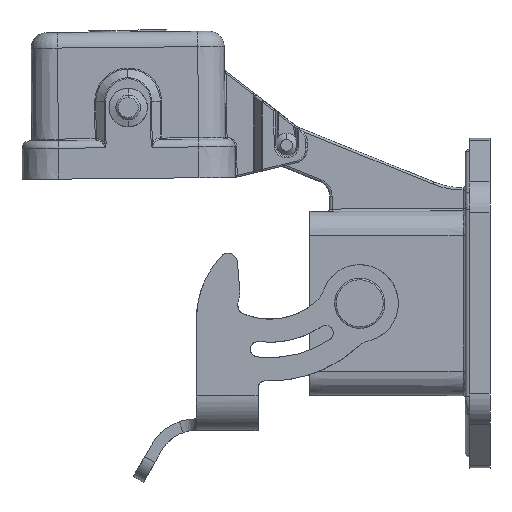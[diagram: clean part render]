
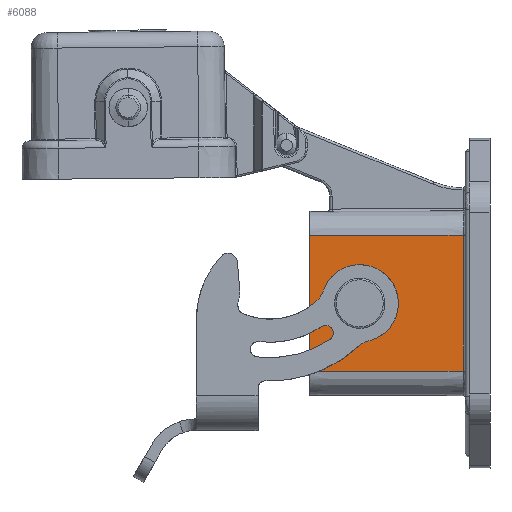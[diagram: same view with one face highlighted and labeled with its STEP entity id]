
A CAD part, left-side view. The second image highlights one B-rep face of the part: STEP entity #6088.
In plain terms, the highlighted planar face has unit normal (-1, 0.004, 0).
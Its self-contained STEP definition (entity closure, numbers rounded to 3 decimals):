
#925 = EDGE_LOOP ( 'NONE', ( #4233, #4212, #4255, #4237 ) ) ;
#1094 = EDGE_LOOP ( 'NONE', ( #3953, #3960, #3944, #3809 ) ) ;
#2577 = EDGE_CURVE ( 'NONE', #3982, #4024, #12126, .T. ) ;
#2584 = EDGE_CURVE ( 'NONE', #3784, #3982, #12148, .T. ) ;
#2593 = EDGE_CURVE ( 'NONE', #3790, #3853, #3386, .T. ) ;
#2630 = EDGE_CURVE ( 'NONE', #3784, #3787, #12359, .T. ) ;
#2633 = EDGE_CURVE ( 'NONE', #3853, #3749, #12368, .T. ) ;
#2665 = EDGE_CURVE ( 'NONE', #4000, #3790, #12495, .T. ) ;
#2674 = EDGE_CURVE ( 'NONE', #3749, #4000, #26325, .T. ) ;
#2755 = EDGE_CURVE ( 'NONE', #3787, #4024, #13049, .T. ) ;
#3368 = VECTOR ( 'NONE', #13051, 1000. ) ;
#3386 = B_SPLINE_CURVE_WITH_KNOTS ( 'NONE', 3,
 ( #12169, #12176, #12177, #12178, #12179, #12180, #12181, #12182, #12183, #12184 ),
 .UNSPECIFIED., .F., .F.,
 ( 4, 2, 2, 2, 4 ),
 ( 0., 0.25, 0.5, 0.75, 1. ),
 .UNSPECIFIED. ) ;
#3581 = VECTOR ( 'NONE', #12497, 1000. ) ;
#3606 = VECTOR ( 'NONE', #12370, 1000. ) ;
#3613 = VECTOR ( 'NONE', #12361, 1000. ) ;
#3749 = VERTEX_POINT ( 'NONE', #13930 ) ;
#3784 = VERTEX_POINT ( 'NONE', #13942 ) ;
#3787 = VERTEX_POINT ( 'NONE', #13944 ) ;
#3790 = VERTEX_POINT ( 'NONE', #13946 ) ;
#3809 = ORIENTED_EDGE ( 'NONE', *, *, #2633, .T. ) ;
#3853 = VERTEX_POINT ( 'NONE', #13960 ) ;
#3944 = ORIENTED_EDGE ( 'NONE', *, *, #2593, .T. ) ;
#3953 = ORIENTED_EDGE ( 'NONE', *, *, #2674, .T. ) ;
#3960 = ORIENTED_EDGE ( 'NONE', *, *, #2665, .T. ) ;
#3982 = VERTEX_POINT ( 'NONE', #13982 ) ;
#4000 = VERTEX_POINT ( 'NONE', #13988 ) ;
#4024 = VERTEX_POINT ( 'NONE', #13991 ) ;
#4212 = ORIENTED_EDGE ( 'NONE', *, *, #2630, .F. ) ;
#4233 = ORIENTED_EDGE ( 'NONE', *, *, #2755, .F. ) ;
#4237 = ORIENTED_EDGE ( 'NONE', *, *, #2577, .T. ) ;
#4255 = ORIENTED_EDGE ( 'NONE', *, *, #2584, .T. ) ;
#6088 = ADVANCED_FACE ( 'NONE', ( #16335, #16337 ), #17191, .T. ) ;
#12126 = LINE ( 'NONE', #12127, #17862 ) ;
#12127 = CARTESIAN_POINT ( 'NONE',  ( -11.992, 2.299, 0. ) ) ;
#12128 = DIRECTION ( 'NONE',  ( 0., 0., 1. ) ) ;
#12148 = LINE ( 'NONE', #12149, #17856 ) ;
#12149 = CARTESIAN_POINT ( 'NONE',  ( -12., 0., -8.8 ) ) ;
#12150 = DIRECTION ( 'NONE',  ( -0.003, -1., 0. ) ) ;
#12169 = CARTESIAN_POINT ( 'NONE',  ( -11.948, 14.761, 2.154 ) ) ;
#12176 = CARTESIAN_POINT ( 'NONE',  ( -11.95, 14.332, 1.967 ) ) ;
#12177 = CARTESIAN_POINT ( 'NONE',  ( -11.951, 13.99, 1.678 ) ) ;
#12178 = CARTESIAN_POINT ( 'NONE',  ( -11.953, 13.478, 0.897 ) ) ;
#12179 = CARTESIAN_POINT ( 'NONE',  ( -11.953, 13.35, 0.467 ) ) ;
#12180 = CARTESIAN_POINT ( 'NONE',  ( -11.953, 13.35, -0.467 ) ) ;
#12181 = CARTESIAN_POINT ( 'NONE',  ( -11.953, 13.479, -0.897 ) ) ;
#12182 = CARTESIAN_POINT ( 'NONE',  ( -11.951, 13.989, -1.678 ) ) ;
#12183 = CARTESIAN_POINT ( 'NONE',  ( -11.95, 14.332, -1.967 ) ) ;
#12184 = CARTESIAN_POINT ( 'NONE',  ( -11.948, 14.761, -2.154 ) ) ;
#12359 = LINE ( 'NONE', #12360, #3613 ) ;
#12360 = CARTESIAN_POINT ( 'NONE',  ( -11.923, 22.2, 0. ) ) ;
#12361 = DIRECTION ( 'NONE',  ( 0., 0., 1. ) ) ;
#12368 = LINE ( 'NONE', #12369, #3606 ) ;
#12369 = CARTESIAN_POINT ( 'NONE',  ( -11.948, 14.761, 0. ) ) ;
#12370 = DIRECTION ( 'NONE',  ( 0., 0., 1. ) ) ;
#12495 = LINE ( 'NONE', #12496, #3581 ) ;
#12496 = CARTESIAN_POINT ( 'NONE',  ( -11.948, 14.761, -0.939 ) ) ;
#12497 = DIRECTION ( 'NONE',  ( 0., 0., 1. ) ) ;
#12521 = CARTESIAN_POINT ( 'NONE',  ( -11.948, 14.761, -1.17 ) ) ;
#12522 = CARTESIAN_POINT ( 'NONE',  ( -11.948, 14.987, -1.35 ) ) ;
#12523 = CARTESIAN_POINT ( 'NONE',  ( -11.947, 15.242, -1.457 ) ) ;
#12524 = CARTESIAN_POINT ( 'NONE',  ( -11.945, 15.815, -1.523 ) ) ;
#12525 = CARTESIAN_POINT ( 'NONE',  ( -11.944, 16.088, -1.477 ) ) ;
#12526 = CARTESIAN_POINT ( 'NONE',  ( -11.942, 16.609, -1.228 ) ) ;
#12527 = CARTESIAN_POINT ( 'NONE',  ( -11.941, 16.816, -1.043 ) ) ;
#12528 = CARTESIAN_POINT ( 'NONE',  ( -11.94, 17.123, -0.555 ) ) ;
#12529 = CARTESIAN_POINT ( 'NONE',  ( -11.94, 17.2, -0.289 ) ) ;
#12530 = CARTESIAN_POINT ( 'NONE',  ( -11.94, 17.2, 0.289 ) ) ;
#12531 = CARTESIAN_POINT ( 'NONE',  ( -11.94, 17.123, 0.555 ) ) ;
#12532 = CARTESIAN_POINT ( 'NONE',  ( -11.941, 16.816, 1.043 ) ) ;
#12533 = CARTESIAN_POINT ( 'NONE',  ( -11.942, 16.609, 1.228 ) ) ;
#12534 = CARTESIAN_POINT ( 'NONE',  ( -11.944, 16.088, 1.477 ) ) ;
#12535 = CARTESIAN_POINT ( 'NONE',  ( -11.945, 15.814, 1.523 ) ) ;
#12536 = CARTESIAN_POINT ( 'NONE',  ( -11.947, 15.243, 1.457 ) ) ;
#12537 = CARTESIAN_POINT ( 'NONE',  ( -11.948, 14.987, 1.35 ) ) ;
#12538 = CARTESIAN_POINT ( 'NONE',  ( -11.948, 14.761, 1.17 ) ) ;
#13049 = LINE ( 'NONE', #13050, #3368 ) ;
#13050 = CARTESIAN_POINT ( 'NONE',  ( -1753.846, -499000., 8.8 ) ) ;
#13051 = DIRECTION ( 'NONE',  ( -0.003, -1., 0. ) ) ;
#13930 = CARTESIAN_POINT ( 'NONE',  ( -11.948, 14.761, -1.17 ) ) ;
#13942 = CARTESIAN_POINT ( 'NONE',  ( -11.923, 22.2, -8.8 ) ) ;
#13944 = CARTESIAN_POINT ( 'NONE',  ( -11.923, 22.2, 8.8 ) ) ;
#13946 = CARTESIAN_POINT ( 'NONE',  ( -11.948, 14.761, 2.154 ) ) ;
#13960 = CARTESIAN_POINT ( 'NONE',  ( -11.948, 14.761, -2.154 ) ) ;
#13982 = CARTESIAN_POINT ( 'NONE',  ( -11.992, 2.299, -8.8 ) ) ;
#13988 = CARTESIAN_POINT ( 'NONE',  ( -11.948, 14.761, 1.17 ) ) ;
#13991 = CARTESIAN_POINT ( 'NONE',  ( -11.992, 2.299, 8.8 ) ) ;
#16335 = FACE_BOUND ( 'NONE', #1094, .T. ) ;
#16337 = FACE_OUTER_BOUND ( 'NONE', #925, .T. ) ;
#16339 = AXIS2_PLACEMENT_3D ( 'NONE', #17192, #17193, #17194 ) ;
#17191 = PLANE ( 'NONE',  #16339 ) ;
#17192 = CARTESIAN_POINT ( 'NONE',  ( -12., 0., 0. ) ) ;
#17193 = DIRECTION ( 'NONE',  ( -1., 0.003, 0. ) ) ;
#17194 = DIRECTION ( 'NONE',  ( -0.003, -1., 0. ) ) ;
#17856 = VECTOR ( 'NONE', #12150, 1000. ) ;
#17862 = VECTOR ( 'NONE', #12128, 1000. ) ;
#26325 = B_SPLINE_CURVE_WITH_KNOTS ( 'NONE', 3,
 ( #12521, #12522, #12523, #12524, #12525, #12526, #12527, #12528, #12529, #12530, #12531, #12532, #12533, #12534, #12535, #12536, #12537, #12538 ),
 .UNSPECIFIED., .F., .F.,
 ( 4, 2, 2, 2, 2, 2, 2, 2, 4 ),
 ( 0., 0.125, 0.25, 0.375, 0.5, 0.625, 0.75, 0.875, 1. ),
 .UNSPECIFIED. ) ;
